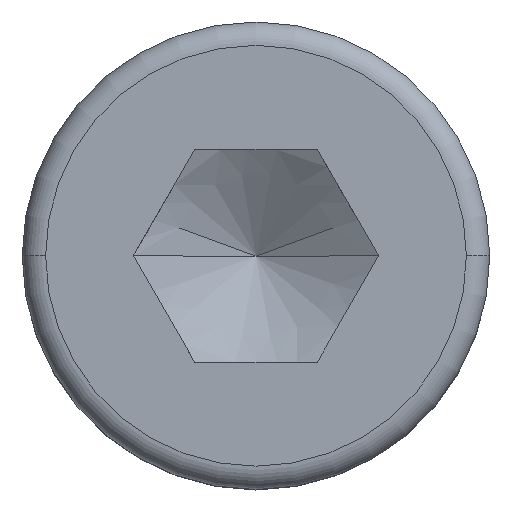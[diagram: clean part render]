
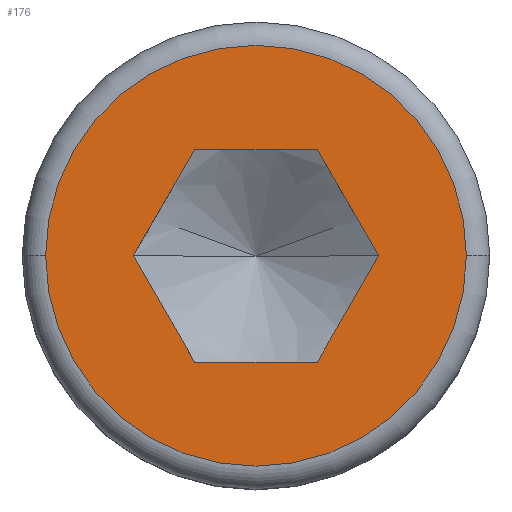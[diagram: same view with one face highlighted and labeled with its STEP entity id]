
A CAD part, top view. The second image highlights one B-rep face of the part: STEP entity #176.
In plain terms, the highlighted planar face has unit normal (0, 0, 1).
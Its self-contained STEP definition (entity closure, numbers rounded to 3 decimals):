
#4 = DIRECTION ( 'NONE',  ( 0., 0., -1. ) ) ;
#5 = VERTEX_POINT ( 'NONE', #652 ) ;
#13 = DIRECTION ( 'NONE',  ( 0., 0., 1. ) ) ;
#15 = LINE ( 'NONE', #64, #593 ) ;
#39 = CARTESIAN_POINT ( 'NONE',  ( 2.475, 0., 3. ) ) ;
#58 = LINE ( 'NONE', #284, #422 ) ;
#59 = DIRECTION ( 'NONE',  ( 0.5, 0.866, 0. ) ) ;
#63 = DIRECTION ( 'NONE',  ( 1., 0., 0. ) ) ;
#64 = CARTESIAN_POINT ( 'NONE',  ( -1.443, 0., 3. ) ) ;
#70 = VERTEX_POINT ( 'NONE', #611 ) ;
#80 = EDGE_CURVE ( 'NONE', #70, #586, #486, .T. ) ;
#88 = CARTESIAN_POINT ( 'NONE',  ( 1.443, 0., 3. ) ) ;
#145 = CARTESIAN_POINT ( 'NONE',  ( -0.722, 1.25, 3. ) ) ;
#150 = ORIENTED_EDGE ( 'NONE', *, *, #617, .T. ) ;
#160 = DIRECTION ( 'NONE',  ( -0.5, 0.866, 0. ) ) ;
#176 = ADVANCED_FACE ( 'NONE', ( #546, #427 ), #277, .F. ) ;
#202 = EDGE_CURVE ( 'NONE', #586, #229, #58, .T. ) ;
#206 = ORIENTED_EDGE ( 'NONE', *, *, #202, .T. ) ;
#207 = DIRECTION ( 'NONE',  ( 0., 0., 1. ) ) ;
#213 = EDGE_CURVE ( 'NONE', #229, #710, #445, .T. ) ;
#218 = ORIENTED_EDGE ( 'NONE', *, *, #213, .T. ) ;
#221 = DIRECTION ( 'NONE',  ( -0.5, -0.866, 0. ) ) ;
#228 = ORIENTED_EDGE ( 'NONE', *, *, #80, .T. ) ;
#229 = VERTEX_POINT ( 'NONE', #290 ) ;
#268 = VECTOR ( 'NONE', #338, 1000. ) ;
#275 = CARTESIAN_POINT ( 'NONE',  ( -0.722, -1.25, 3. ) ) ;
#277 = PLANE ( 'NONE',  #722 ) ;
#284 = CARTESIAN_POINT ( 'NONE',  ( 1.443, 0., 3. ) ) ;
#290 = CARTESIAN_POINT ( 'NONE',  ( 0.722, -1.25, 3. ) ) ;
#292 = ORIENTED_EDGE ( 'NONE', *, *, #641, .T. ) ;
#298 = AXIS2_PLACEMENT_3D ( 'NONE', #351, #13, #456 ) ;
#303 = EDGE_CURVE ( 'NONE', #468, #70, #344, .T. ) ;
#312 = VECTOR ( 'NONE', #160, 1000. ) ;
#313 = DIRECTION ( 'NONE',  ( -1., 0., 0. ) ) ;
#331 = EDGE_CURVE ( 'NONE', #5, #468, #15, .T. ) ;
#332 = CARTESIAN_POINT ( 'NONE',  ( 0.722, 1.25, 3. ) ) ;
#338 = DIRECTION ( 'NONE',  ( -1., 0., 0. ) ) ;
#342 = EDGE_CURVE ( 'NONE', #529, #703, #458, .T. ) ;
#344 = LINE ( 'NONE', #358, #386 ) ;
#351 = CARTESIAN_POINT ( 'NONE',  ( 0., 0., 3. ) ) ;
#358 = CARTESIAN_POINT ( 'NONE',  ( -0.722, 1.25, 3. ) ) ;
#386 = VECTOR ( 'NONE', #63, 1000. ) ;
#387 = ORIENTED_EDGE ( 'NONE', *, *, #342, .T. ) ;
#398 = EDGE_LOOP ( 'NONE', ( #387, #150 ) ) ;
#400 = CARTESIAN_POINT ( 'NONE',  ( 0., 2.475, 3. ) ) ;
#413 = AXIS2_PLACEMENT_3D ( 'NONE', #479, #207, #313 ) ;
#422 = VECTOR ( 'NONE', #221, 1000. ) ;
#427 = FACE_BOUND ( 'NONE', #643, .T. ) ;
#445 = LINE ( 'NONE', #447, #268 ) ;
#447 = CARTESIAN_POINT ( 'NONE',  ( 0.722, -1.25, 3. ) ) ;
#456 = DIRECTION ( 'NONE',  ( -1., 0., 0. ) ) ;
#458 = CIRCLE ( 'NONE', #298, 2.475 ) ;
#464 = LINE ( 'NONE', #275, #312 ) ;
#468 = VERTEX_POINT ( 'NONE', #145 ) ;
#479 = CARTESIAN_POINT ( 'NONE',  ( 0., 0., 3. ) ) ;
#486 = LINE ( 'NONE', #332, #605 ) ;
#494 = CARTESIAN_POINT ( 'NONE',  ( -0.722, -1.25, 3. ) ) ;
#514 = ORIENTED_EDGE ( 'NONE', *, *, #303, .T. ) ;
#529 = VERTEX_POINT ( 'NONE', #711 ) ;
#546 = FACE_OUTER_BOUND ( 'NONE', #398, .T. ) ;
#586 = VERTEX_POINT ( 'NONE', #88 ) ;
#593 = VECTOR ( 'NONE', #59, 1000. ) ;
#605 = VECTOR ( 'NONE', #663, 1000. ) ;
#611 = CARTESIAN_POINT ( 'NONE',  ( 0.722, 1.25, 3. ) ) ;
#617 = EDGE_CURVE ( 'NONE', #703, #529, #720, .T. ) ;
#641 = EDGE_CURVE ( 'NONE', #710, #5, #464, .T. ) ;
#643 = EDGE_LOOP ( 'NONE', ( #228, #206, #218, #292, #666, #514 ) ) ;
#652 = CARTESIAN_POINT ( 'NONE',  ( -1.443, 0., 3. ) ) ;
#663 = DIRECTION ( 'NONE',  ( 0.5, -0.866, 0. ) ) ;
#666 = ORIENTED_EDGE ( 'NONE', *, *, #331, .T. ) ;
#679 = DIRECTION ( 'NONE',  ( -1., 0., 0. ) ) ;
#703 = VERTEX_POINT ( 'NONE', #39 ) ;
#710 = VERTEX_POINT ( 'NONE', #494 ) ;
#711 = CARTESIAN_POINT ( 'NONE',  ( -2.475, 0., 3. ) ) ;
#720 = CIRCLE ( 'NONE', #413, 2.475 ) ;
#722 = AXIS2_PLACEMENT_3D ( 'NONE', #400, #4, #679 ) ;
